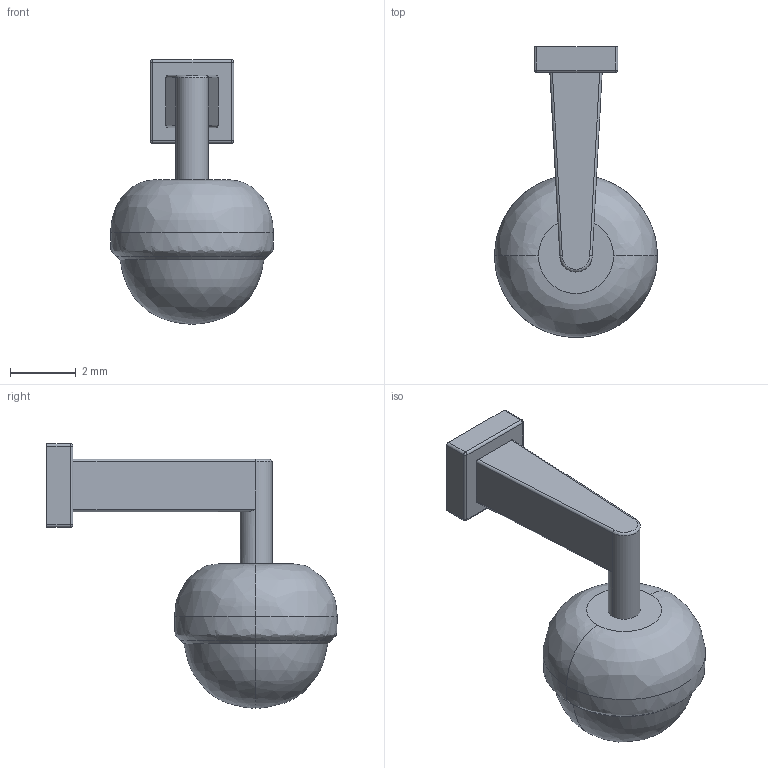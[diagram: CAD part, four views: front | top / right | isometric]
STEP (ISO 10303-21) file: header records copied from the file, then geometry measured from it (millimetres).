
FILE_DESCRIPTION(/* description */ (''),/* implementation_level */ '2;1');
FILE_NAME(/* name */ 'Scale security camera with wall mount',/* time_stamp */ '2025-09-18T11:43:16-04:00',/* author */ (''),/* organization */ (''),/* preprocessor_version */ 'ST-DEVELOPER v19.2',/* originating_system */ 'Rhino 8.23',/* authorisation */ '');
FILE_SCHEMA (('CONFIG_CONTROL_DESIGN'));
Length unit declared in the file: inch
Products named in the file (1): Document
Bounding box: 4.94 x 8.82 x 8.04 mm (x, y, z)
Volume: 74.6 mm3; surface area: 246.8 mm2
Topology: 5 solids, 5 shells, 83 faces, 188 edges, 113 vertices
Faces by surface type: plane 34, bspline 33, cylinder 16
Entity records: 3061 total; most frequent: CARTESIAN_POINT 1410, ORIENTED_EDGE 360, DIRECTION 216, EDGE_CURVE 180, AXIS2_PLACEMENT_3D 133, VERTEX_POINT 113, EDGE_LOOP 89, ADVANCED_FACE 83
